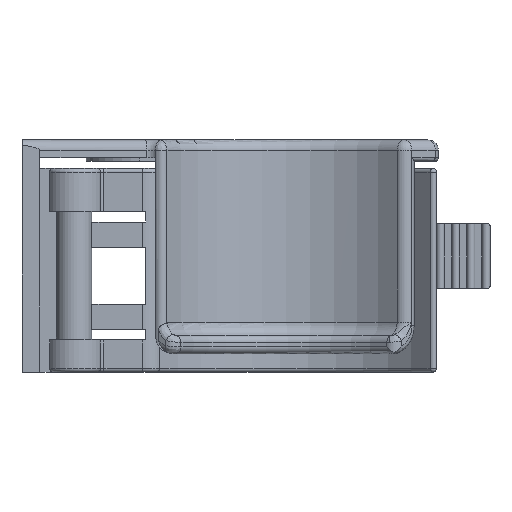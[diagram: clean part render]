
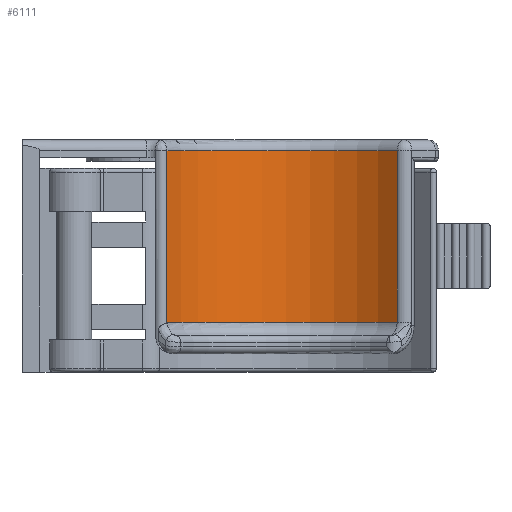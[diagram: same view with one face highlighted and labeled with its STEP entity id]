
A CAD part, left-side view. The second image highlights one B-rep face of the part: STEP entity #6111.
In plain terms, the highlighted cylindrical face has radius 41.773 mm (diameter 83.547 mm), a partial arc.
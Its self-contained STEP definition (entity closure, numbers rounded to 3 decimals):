
#156=B_SPLINE_CURVE_WITH_KNOTS('',3,(#11362,#11363,#11364,#11365),
 .UNSPECIFIED.,.F.,.F.,(4,4),(0.,0.),.UNSPECIFIED.);
#250=CYLINDRICAL_SURFACE('',#6649,41.773);
#510=CIRCLE('',#6650,41.773);
#511=CIRCLE('',#6651,41.773);
#1624=ORIENTED_EDGE('',*,*,#2827,.F.);
#1625=ORIENTED_EDGE('',*,*,#2828,.F.);
#1626=ORIENTED_EDGE('',*,*,#2829,.F.);
#1627=ORIENTED_EDGE('',*,*,#2830,.F.);
#1628=ORIENTED_EDGE('',*,*,#2831,.F.);
#2827=EDGE_CURVE('',#3480,#3481,#510,.F.);
#2828=EDGE_CURVE('',#3482,#3480,#3916,.F.);
#2829=EDGE_CURVE('',#3483,#3482,#511,.F.);
#2830=EDGE_CURVE('',#3484,#3483,#3917,.T.);
#2831=EDGE_CURVE('',#3481,#3484,#156,.F.);
#3480=VERTEX_POINT('',#11354);
#3481=VERTEX_POINT('',#11355);
#3482=VERTEX_POINT('',#11357);
#3483=VERTEX_POINT('',#11359);
#3484=VERTEX_POINT('',#11361);
#3916=LINE('',#11356,#4319);
#3917=LINE('',#11360,#4320);
#4319=VECTOR('',#7971,1000.);
#4320=VECTOR('',#7974,1000.);
#4655=EDGE_LOOP('',(#1624,#1625,#1626,#1627,#1628));
#5010=FACE_BOUND('',#4655,.T.);
#6111=ADVANCED_FACE('',(#5010),#250,.F.);
#6649=AXIS2_PLACEMENT_3D('',#11352,#7967,#7968);
#6650=AXIS2_PLACEMENT_3D('',#11353,#7969,#7970);
#6651=AXIS2_PLACEMENT_3D('',#11358,#7972,#7973);
#7967=DIRECTION('',(0.,0.,1.));
#7968=DIRECTION('',(-1.,0.,0.));
#7969=DIRECTION('',(0.,0.,-1.));
#7970=DIRECTION('',(-1.,0.,0.));
#7971=DIRECTION('',(0.,0.,1.));
#7972=DIRECTION('',(0.,0.,1.));
#7973=DIRECTION('',(1.,0.,0.));
#7974=DIRECTION('',(0.,0.,1.));
#11352=CARTESIAN_POINT('',(-68.773,-19.344,17.453));
#11353=CARTESIAN_POINT('',(-68.773,-19.344,21.453));
#11354=CARTESIAN_POINT('',(-38.036,-47.631,21.453));
#11355=CARTESIAN_POINT('',(-47.759,16.759,21.453));
#11356=CARTESIAN_POINT('',(-38.036,-47.631,17.453));
#11357=CARTESIAN_POINT('',(-38.036,-47.631,69.453));
#11358=CARTESIAN_POINT('',(-68.773,-19.344,69.453));
#11359=CARTESIAN_POINT('',(-47.816,16.792,69.453));
#11360=CARTESIAN_POINT('',(-47.816,16.792,17.453));
#11361=CARTESIAN_POINT('',(-47.816,16.792,21.547));
#11362=CARTESIAN_POINT('',(-47.816,16.792,21.547));
#11363=CARTESIAN_POINT('',(-47.797,16.781,21.516));
#11364=CARTESIAN_POINT('',(-47.778,16.77,21.484));
#11365=CARTESIAN_POINT('',(-47.759,16.759,21.453));
